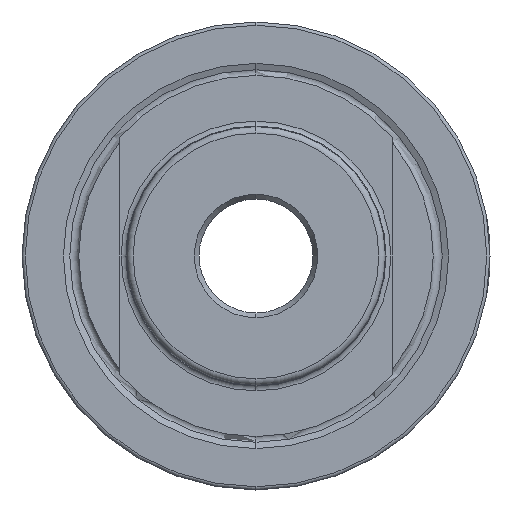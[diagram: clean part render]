
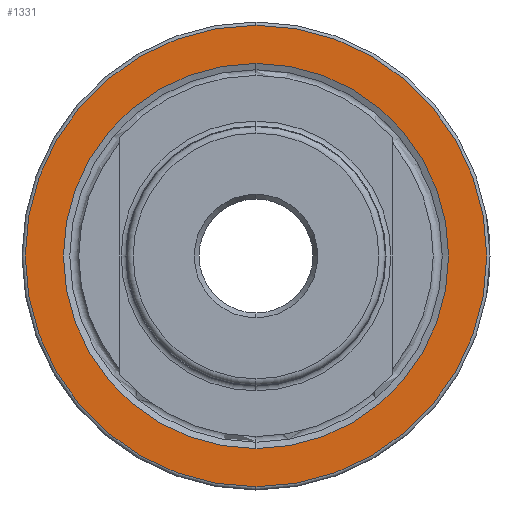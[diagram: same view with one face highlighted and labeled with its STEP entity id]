
A CAD part, left-side view. The second image highlights one B-rep face of the part: STEP entity #1331.
In plain terms, the highlighted planar face has unit normal (-1, 0, 0).
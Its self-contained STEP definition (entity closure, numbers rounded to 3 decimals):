
#28 = CARTESIAN_POINT ( 'NONE',  ( 40., 0., 0. ) ) ;
#31 = DIRECTION ( 'NONE',  ( 0., 0., 1. ) ) ;
#231 = DIRECTION ( 'NONE',  ( -1., 0., 0. ) ) ;
#256 = EDGE_CURVE ( 'NONE', #1162, #2074, #2659, .T. ) ;
#292 = EDGE_CURVE ( 'NONE', #318, #1765, #421, .T. ) ;
#307 = CARTESIAN_POINT ( 'NONE',  ( 40., 0., 0. ) ) ;
#318 = VERTEX_POINT ( 'NONE', #1554 ) ;
#421 = CIRCLE ( 'NONE', #1301, 35.5 ) ;
#472 = CARTESIAN_POINT ( 'NONE',  ( 40., 0., 29.626 ) ) ;
#619 = AXIS2_PLACEMENT_3D ( 'NONE', #1145, #2240, #2028 ) ;
#695 = ORIENTED_EDGE ( 'NONE', *, *, #292, .T. ) ;
#786 = CARTESIAN_POINT ( 'NONE',  ( 40., 0., -29.626 ) ) ;
#792 = EDGE_LOOP ( 'NONE', ( #695, #1474 ) ) ;
#828 = CARTESIAN_POINT ( 'NONE',  ( 40., 0., 29.626 ) ) ;
#945 = CIRCLE ( 'NONE', #619, 35.5 ) ;
#1029 = AXIS2_PLACEMENT_3D ( 'NONE', #2113, #2558, #2739 ) ;
#1114 = DIRECTION ( 'NONE',  ( 0., 0., 1. ) ) ;
#1145 = CARTESIAN_POINT ( 'NONE',  ( 40., 0., 0. ) ) ;
#1147 = EDGE_CURVE ( 'NONE', #1765, #318, #945, .T. ) ;
#1162 = VERTEX_POINT ( 'NONE', #472 ) ;
#1267 = DIRECTION ( 'NONE',  ( 0., 0., -1. ) ) ;
#1301 = AXIS2_PLACEMENT_3D ( 'NONE', #28, #231, #1114 ) ;
#1318 = ORIENTED_EDGE ( 'NONE', *, *, #2820, .F. ) ;
#1331 = ADVANCED_FACE ( 'NONE', ( #1957, #1514 ), #2322, .F. ) ;
#1474 = ORIENTED_EDGE ( 'NONE', *, *, #1147, .T. ) ;
#1514 = FACE_OUTER_BOUND ( 'NONE', #792, .T. ) ;
#1554 = CARTESIAN_POINT ( 'NONE',  ( 40., 0., 35.5 ) ) ;
#1765 = VERTEX_POINT ( 'NONE', #1891 ) ;
#1842 = EDGE_LOOP ( 'NONE', ( #2210, #1318 ) ) ;
#1891 = CARTESIAN_POINT ( 'NONE',  ( 40., 0., -35.5 ) ) ;
#1907 = AXIS2_PLACEMENT_3D ( 'NONE', #828, #2603, #1267 ) ;
#1957 = FACE_BOUND ( 'NONE', #1842, .T. ) ;
#2028 = DIRECTION ( 'NONE',  ( 0., 0., 1. ) ) ;
#2038 = DIRECTION ( 'NONE',  ( -1., 0., 0. ) ) ;
#2074 = VERTEX_POINT ( 'NONE', #786 ) ;
#2113 = CARTESIAN_POINT ( 'NONE',  ( 40., 0., 0. ) ) ;
#2210 = ORIENTED_EDGE ( 'NONE', *, *, #256, .F. ) ;
#2240 = DIRECTION ( 'NONE',  ( -1., 0., 0. ) ) ;
#2312 = AXIS2_PLACEMENT_3D ( 'NONE', #307, #2038, #31 ) ;
#2322 = PLANE ( 'NONE',  #1907 ) ;
#2541 = CIRCLE ( 'NONE', #2312, 29.626 ) ;
#2558 = DIRECTION ( 'NONE',  ( -1., 0., 0. ) ) ;
#2603 = DIRECTION ( 'NONE',  ( 1., 0., 0. ) ) ;
#2659 = CIRCLE ( 'NONE', #1029, 29.626 ) ;
#2739 = DIRECTION ( 'NONE',  ( 0., 0., 1. ) ) ;
#2820 = EDGE_CURVE ( 'NONE', #2074, #1162, #2541, .T. ) ;
